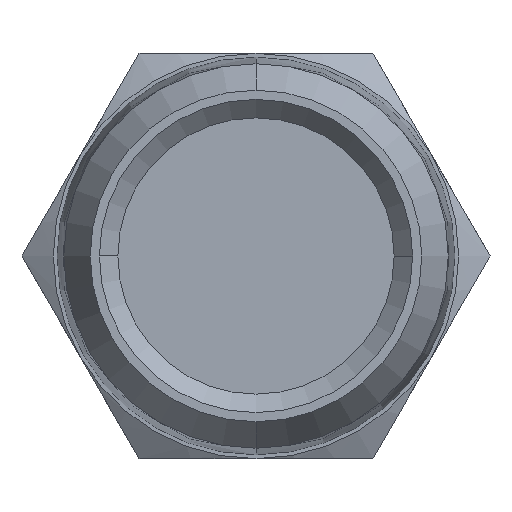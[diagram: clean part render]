
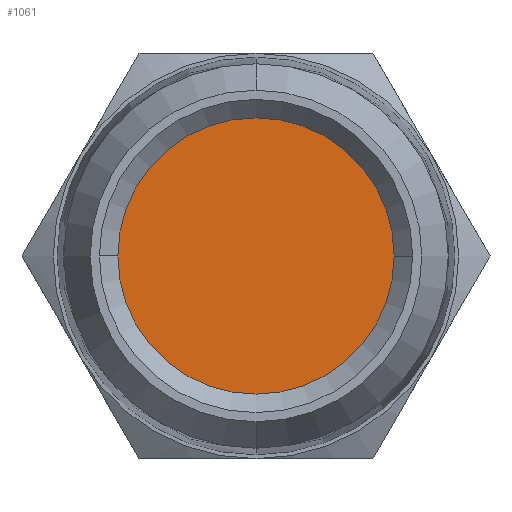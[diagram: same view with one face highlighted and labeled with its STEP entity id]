
A CAD part, front view. The second image highlights one B-rep face of the part: STEP entity #1061.
In plain terms, the highlighted planar face has unit normal (0, -1, 0).
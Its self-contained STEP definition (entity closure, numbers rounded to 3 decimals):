
#141 = ORIENTED_EDGE ( 'NONE', *, *, #646, .F. ) ;
#142 = ORIENTED_EDGE ( 'NONE', *, *, #1410, .F. ) ;
#285 = CARTESIAN_POINT ( 'NONE',  ( 0., 4., 0. ) ) ;
#286 = DIRECTION ( 'NONE',  ( 0., 1., 0. ) ) ;
#287 = DIRECTION ( 'NONE',  ( 0., 0., -1. ) ) ;
#463 = FACE_OUTER_BOUND ( 'NONE', #1622, .T. ) ;
#508 = CIRCLE ( 'NONE', #1557, 7.5 ) ;
#646 = EDGE_CURVE ( 'NONE', #1761, #1760, #1873, .T. ) ;
#883 = CARTESIAN_POINT ( 'NONE',  ( 0., 4., 0. ) ) ;
#884 = DIRECTION ( 'NONE',  ( 0., 1., 0. ) ) ;
#885 = DIRECTION ( 'NONE',  ( 0., 0., -1. ) ) ;
#1061 = ADVANCED_FACE ( 'NONE', ( #463 ), #1348, .T. ) ;
#1249 = CARTESIAN_POINT ( 'NONE',  ( 7.5, 4., 0. ) ) ;
#1250 = CARTESIAN_POINT ( 'NONE',  ( -7.5, 4., 0. ) ) ;
#1348 = PLANE ( 'NONE',  #1538 ) ;
#1350 = CARTESIAN_POINT ( 'NONE',  ( 0., 4., 0. ) ) ;
#1355 = DIRECTION ( 'NONE',  ( 0., -1., 0. ) ) ;
#1356 = DIRECTION ( 'NONE',  ( 0., 0., -1. ) ) ;
#1410 = EDGE_CURVE ( 'NONE', #1760, #1761, #508, .T. ) ;
#1451 = AXIS2_PLACEMENT_3D ( 'NONE', #883, #884, #885 ) ;
#1538 = AXIS2_PLACEMENT_3D ( 'NONE', #1350, #1355, #1356 ) ;
#1557 = AXIS2_PLACEMENT_3D ( 'NONE', #285, #286, #287 ) ;
#1622 = EDGE_LOOP ( 'NONE', ( #141, #142 ) ) ;
#1760 = VERTEX_POINT ( 'NONE', #1249 ) ;
#1761 = VERTEX_POINT ( 'NONE', #1250 ) ;
#1873 = CIRCLE ( 'NONE', #1451, 7.5 ) ;
